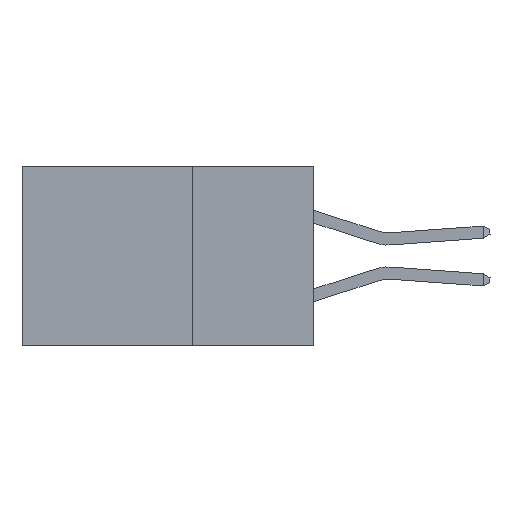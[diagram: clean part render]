
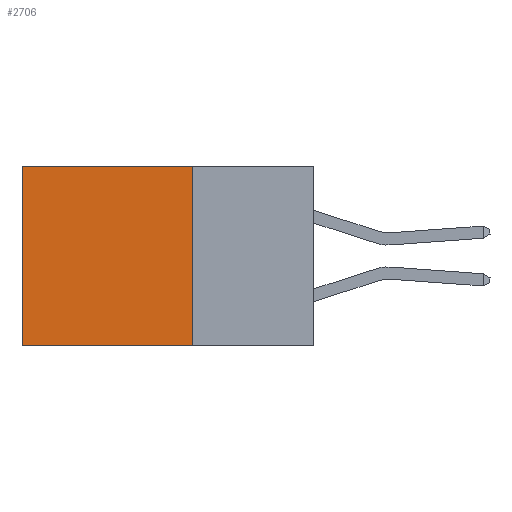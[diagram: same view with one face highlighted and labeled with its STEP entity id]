
A CAD part, left-side view. The second image highlights one B-rep face of the part: STEP entity #2706.
In plain terms, the highlighted planar face has unit normal (-1, 0, 0).
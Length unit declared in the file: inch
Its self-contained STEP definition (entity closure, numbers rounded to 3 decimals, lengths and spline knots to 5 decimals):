
#15 = DIRECTION ( 'NONE',  ( 0., 1., 0. ) ) ;
#151 = AXIS2_PLACEMENT_3D ( 'NONE', #2224, #10566, #5571 ) ;
#190 = VERTEX_POINT ( 'NONE', #9129 ) ;
#709 = ORIENTED_EDGE ( 'NONE', *, *, #4505, .F. ) ;
#1006 = CARTESIAN_POINT ( 'NONE',  ( 0.2875, 0.6, 0. ) ) ;
#1234 = FACE_OUTER_BOUND ( 'NONE', #8956, .T. ) ;
#1853 = DIRECTION ( 'NONE',  ( 0., 0., -1. ) ) ;
#1936 = LINE ( 'NONE', #8506, #10805 ) ;
#2224 = CARTESIAN_POINT ( 'NONE',  ( 0.2875, 0.25, 0. ) ) ;
#2310 = CARTESIAN_POINT ( 'NONE',  ( 0.2875, 0.25, -0.37 ) ) ;
#2706 = ADVANCED_FACE ( 'NONE', ( #1234 ), #4742, .F. ) ;
#2906 = CARTESIAN_POINT ( 'NONE',  ( 0.2875, 0.6, -0.37 ) ) ;
#3141 = DIRECTION ( 'NONE',  ( 0., 1., 0. ) ) ;
#3594 = ORIENTED_EDGE ( 'NONE', *, *, #4122, .T. ) ;
#3768 = ORIENTED_EDGE ( 'NONE', *, *, #8310, .F. ) ;
#4122 = EDGE_CURVE ( 'NONE', #8166, #8484, #7318, .T. ) ;
#4411 = VECTOR ( 'NONE', #15, 39.37008 ) ;
#4505 = EDGE_CURVE ( 'NONE', #190, #8484, #7571, .T. ) ;
#4742 = PLANE ( 'NONE',  #151 ) ;
#5050 = CARTESIAN_POINT ( 'NONE',  ( 0.2875, 0.25, 0. ) ) ;
#5358 = VECTOR ( 'NONE', #3141, 39.37008 ) ;
#5571 = DIRECTION ( 'NONE',  ( 0., 0., -1. ) ) ;
#6355 = LINE ( 'NONE', #5050, #4411 ) ;
#7318 = LINE ( 'NONE', #1006, #9279 ) ;
#7571 = LINE ( 'NONE', #2310, #5358 ) ;
#7836 = CARTESIAN_POINT ( 'NONE',  ( 0.2875, 0.25, 0. ) ) ;
#8166 = VERTEX_POINT ( 'NONE', #8371 ) ;
#8310 = EDGE_CURVE ( 'NONE', #9986, #190, #1936, .T. ) ;
#8371 = CARTESIAN_POINT ( 'NONE',  ( 0.2875, 0.6, 0. ) ) ;
#8484 = VERTEX_POINT ( 'NONE', #2906 ) ;
#8506 = CARTESIAN_POINT ( 'NONE',  ( 0.2875, 0.25, 0. ) ) ;
#8716 = EDGE_CURVE ( 'NONE', #9986, #8166, #6355, .T. ) ;
#8956 = EDGE_LOOP ( 'NONE', ( #3594, #709, #3768, #9195 ) ) ;
#9129 = CARTESIAN_POINT ( 'NONE',  ( 0.2875, 0.25, -0.37 ) ) ;
#9195 = ORIENTED_EDGE ( 'NONE', *, *, #8716, .T. ) ;
#9279 = VECTOR ( 'NONE', #1853, 39.37008 ) ;
#9355 = DIRECTION ( 'NONE',  ( 0., 0., -1. ) ) ;
#9986 = VERTEX_POINT ( 'NONE', #7836 ) ;
#10566 = DIRECTION ( 'NONE',  ( 1., 0., 0. ) ) ;
#10805 = VECTOR ( 'NONE', #9355, 39.37008 ) ;
